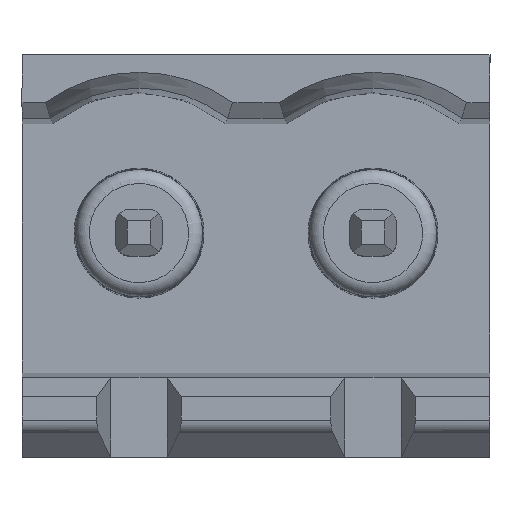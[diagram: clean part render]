
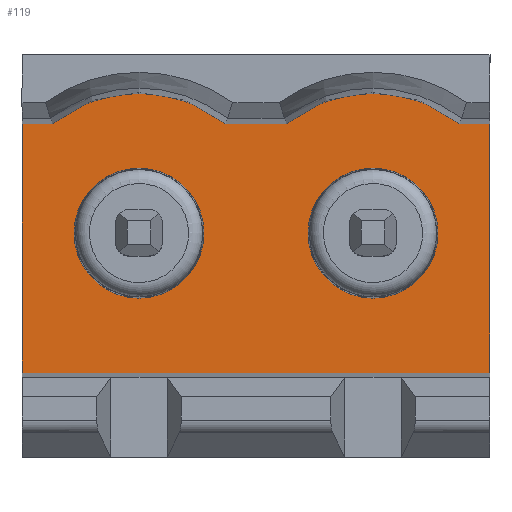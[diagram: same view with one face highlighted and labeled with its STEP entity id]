
A CAD part, top view. The second image highlights one B-rep face of the part: STEP entity #119.
In plain terms, the highlighted planar face has unit normal (0, 0, 1).
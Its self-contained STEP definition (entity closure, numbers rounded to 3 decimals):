
#99=FACE_BOUND('',#372,.T.);
#100=FACE_BOUND('',#373,.T.);
#101=FACE_BOUND('',#374,.T.);
#119=ADVANCED_FACE('',(#99,#100,#101),#215,.T.);
#215=PLANE('',#1801);
#372=EDGE_LOOP('',(#526));
#373=EDGE_LOOP('',(#527));
#374=EDGE_LOOP('',(#528,#529,#530,#531,#532,#533,#534,#535,#536,#537));
#478=CIRCLE('',#1797,1.387);
#479=CIRCLE('',#1798,1.387);
#480=CIRCLE('',#1799,2.985);
#481=CIRCLE('',#1800,2.985);
#526=ORIENTED_EDGE('',*,*,#1197,.F.);
#527=ORIENTED_EDGE('',*,*,#1198,.F.);
#528=ORIENTED_EDGE('',*,*,#1199,.T.);
#529=ORIENTED_EDGE('',*,*,#1200,.T.);
#530=ORIENTED_EDGE('',*,*,#1201,.F.);
#531=ORIENTED_EDGE('',*,*,#1202,.F.);
#532=ORIENTED_EDGE('',*,*,#1203,.F.);
#533=ORIENTED_EDGE('',*,*,#1204,.F.);
#534=ORIENTED_EDGE('',*,*,#1205,.F.);
#535=ORIENTED_EDGE('',*,*,#1206,.T.);
#536=ORIENTED_EDGE('',*,*,#1207,.T.);
#537=ORIENTED_EDGE('',*,*,#1208,.T.);
#1028=VERTEX_POINT('',#2506);
#1029=VERTEX_POINT('',#2508);
#1030=VERTEX_POINT('',#2510);
#1031=VERTEX_POINT('',#2511);
#1032=VERTEX_POINT('',#2513);
#1033=VERTEX_POINT('',#2515);
#1034=VERTEX_POINT('',#2517);
#1035=VERTEX_POINT('',#2519);
#1036=VERTEX_POINT('',#2521);
#1037=VERTEX_POINT('',#2523);
#1038=VERTEX_POINT('',#2525);
#1039=VERTEX_POINT('',#2527);
#1197=EDGE_CURVE('',#1028,#1028,#478,.T.);
#1198=EDGE_CURVE('',#1029,#1029,#479,.T.);
#1199=EDGE_CURVE('',#1030,#1031,#1447,.T.);
#1200=EDGE_CURVE('',#1031,#1032,#1448,.T.);
#1201=EDGE_CURVE('',#1033,#1032,#1449,.T.);
#1202=EDGE_CURVE('',#1034,#1033,#480,.T.);
#1203=EDGE_CURVE('',#1035,#1034,#1450,.T.);
#1204=EDGE_CURVE('',#1036,#1035,#481,.T.);
#1205=EDGE_CURVE('',#1037,#1036,#1451,.T.);
#1206=EDGE_CURVE('',#1037,#1038,#1452,.T.);
#1207=EDGE_CURVE('',#1038,#1039,#1453,.T.);
#1208=EDGE_CURVE('',#1039,#1030,#1454,.T.);
#1447=LINE('',#2509,#1625);
#1448=LINE('',#2512,#1626);
#1449=LINE('',#2514,#1627);
#1450=LINE('',#2518,#1628);
#1451=LINE('',#2522,#1629);
#1452=LINE('',#2524,#1630);
#1453=LINE('',#2526,#1631);
#1454=LINE('',#2528,#1632);
#1625=VECTOR('',#1986,1.);
#1626=VECTOR('',#1987,1.);
#1627=VECTOR('',#1988,1.);
#1628=VECTOR('',#1991,1.);
#1629=VECTOR('',#1994,1.);
#1630=VECTOR('',#1995,1.);
#1631=VECTOR('',#1996,1.);
#1632=VECTOR('',#1997,1.);
#1797=AXIS2_PLACEMENT_3D('',#2505,#1982,#1983);
#1798=AXIS2_PLACEMENT_3D('',#2507,#1984,#1985);
#1799=AXIS2_PLACEMENT_3D('',#2516,#1989,#1990);
#1800=AXIS2_PLACEMENT_3D('',#2520,#1992,#1993);
#1801=AXIS2_PLACEMENT_3D('',#2529,#1998,#1999);
#1982=DIRECTION('',(0.,0.,1.));
#1983=DIRECTION('',(-1.,0.,0.));
#1984=DIRECTION('',(0.,0.,1.));
#1985=DIRECTION('',(-1.,0.,0.));
#1986=DIRECTION('',(1.,0.,0.));
#1987=DIRECTION('',(0.,1.,0.));
#1988=DIRECTION('',(1.,0.,0.));
#1989=DIRECTION('',(0.,0.,-1.));
#1990=DIRECTION('',(1.,0.,0.));
#1991=DIRECTION('',(1.,0.,0.));
#1992=DIRECTION('',(0.,0.,-1.));
#1993=DIRECTION('',(1.,0.,0.));
#1994=DIRECTION('',(1.,0.,0.));
#1995=DIRECTION('',(0.,-1.,0.));
#1996=DIRECTION('',(0.,-1.,0.));
#1997=DIRECTION('',(0.,-1.,0.));
#1998=DIRECTION('',(0.,0.,1.));
#1999=DIRECTION('',(1.,0.,0.));
#2505=CARTESIAN_POINT('',(2.5,4.8,-8.6));
#2506=CARTESIAN_POINT('',(1.113,4.8,-8.6));
#2507=CARTESIAN_POINT('',(7.5,4.8,-8.6));
#2508=CARTESIAN_POINT('',(6.113,4.8,-8.6));
#2509=CARTESIAN_POINT('',(22.5,1.811,-8.6));
#2510=CARTESIAN_POINT('',(0.,1.811,-8.6));
#2511=CARTESIAN_POINT('',(10.,1.811,-8.6));
#2512=CARTESIAN_POINT('',(10.,6.042,-8.6));
#2513=CARTESIAN_POINT('',(10.,7.139,-8.6));
#2514=CARTESIAN_POINT('',(10.429,7.139,-8.6));
#2515=CARTESIAN_POINT('',(9.355,7.139,-8.6));
#2516=CARTESIAN_POINT('',(7.5,4.8,-8.6));
#2517=CARTESIAN_POINT('',(5.645,7.139,-8.6));
#2518=CARTESIAN_POINT('',(5.429,7.139,-8.6));
#2519=CARTESIAN_POINT('',(4.355,7.139,-8.6));
#2520=CARTESIAN_POINT('',(2.5,4.8,-8.6));
#2521=CARTESIAN_POINT('',(0.645,7.139,-8.6));
#2522=CARTESIAN_POINT('',(0.429,7.139,-8.6));
#2523=CARTESIAN_POINT('',(0.,7.139,-8.6));
#2524=CARTESIAN_POINT('',(0.,4.3,-8.6));
#2525=CARTESIAN_POINT('',(0.,5.3,-8.6));
#2526=CARTESIAN_POINT('',(0.,5.3,-8.6));
#2527=CARTESIAN_POINT('',(0.,4.3,-8.6));
#2528=CARTESIAN_POINT('',(0.,4.3,-8.6));
#2529=CARTESIAN_POINT('',(22.5,6.042,-8.6));
